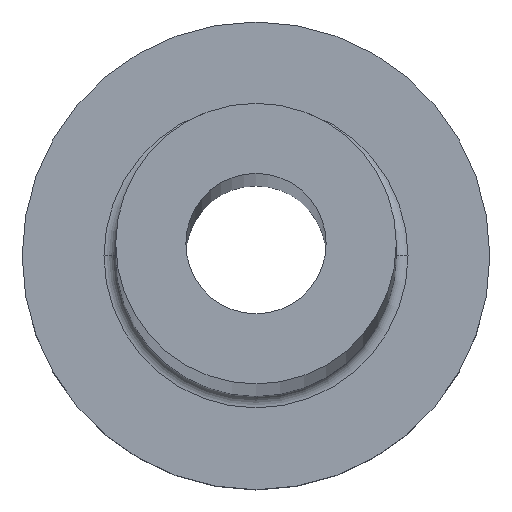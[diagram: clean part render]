
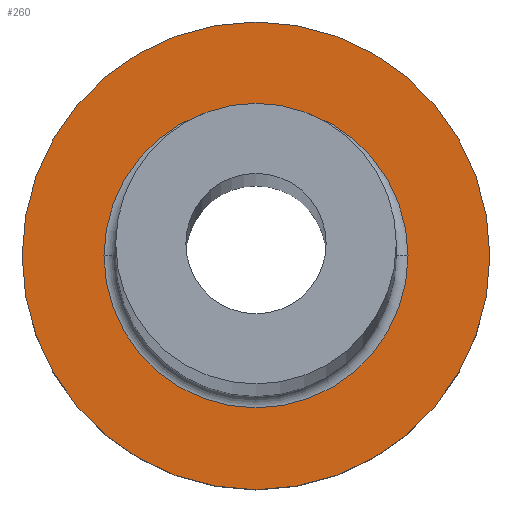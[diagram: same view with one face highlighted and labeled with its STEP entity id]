
A CAD part, top view. The second image highlights one B-rep face of the part: STEP entity #260.
In plain terms, the highlighted planar face has unit normal (0, 0, 1).
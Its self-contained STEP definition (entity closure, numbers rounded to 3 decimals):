
#4 = AXIS2_PLACEMENT_3D ( 'NONE', #316, #45, #198 ) ;
#6 = DIRECTION ( 'NONE',  ( 1., 0., 0. ) ) ;
#14 = AXIS2_PLACEMENT_3D ( 'NONE', #281, #368, #191 ) ;
#21 = CARTESIAN_POINT ( 'NONE',  ( 0., 0., 7. ) ) ;
#31 = PLANE ( 'NONE',  #35 ) ;
#32 = VERTEX_POINT ( 'NONE', #357 ) ;
#35 = AXIS2_PLACEMENT_3D ( 'NONE', #21, #319, #140 ) ;
#37 = CARTESIAN_POINT ( 'NONE',  ( 0., 0., 7. ) ) ;
#45 = DIRECTION ( 'NONE',  ( 0., 0., -1. ) ) ;
#50 = VERTEX_POINT ( 'NONE', #60 ) ;
#60 = CARTESIAN_POINT ( 'NONE',  ( 10., 0., 7. ) ) ;
#64 = EDGE_CURVE ( 'NONE', #32, #50, #329, .T. ) ;
#80 = EDGE_LOOP ( 'NONE', ( #360, #286 ) ) ;
#91 = ORIENTED_EDGE ( 'NONE', *, *, #64, .T. ) ;
#99 = VERTEX_POINT ( 'NONE', #300 ) ;
#103 = EDGE_CURVE ( 'NONE', #99, #268, #379, .T. ) ;
#129 = ORIENTED_EDGE ( 'NONE', *, *, #331, .T. ) ;
#140 = DIRECTION ( 'NONE',  ( 1., 0., 0. ) ) ;
#147 = CIRCLE ( 'NONE', #14, 10. ) ;
#167 = DIRECTION ( 'NONE',  ( 1., 0., 0. ) ) ;
#186 = CIRCLE ( 'NONE', #4, 6.5 ) ;
#191 = DIRECTION ( 'NONE',  ( 1., 0., 0. ) ) ;
#198 = DIRECTION ( 'NONE',  ( 1., 0., 0. ) ) ;
#216 = AXIS2_PLACEMENT_3D ( 'NONE', #37, #221, #167 ) ;
#217 = CARTESIAN_POINT ( 'NONE',  ( 0., 0., 7. ) ) ;
#221 = DIRECTION ( 'NONE',  ( 0., 0., -1. ) ) ;
#254 = EDGE_CURVE ( 'NONE', #268, #99, #186, .T. ) ;
#259 = EDGE_LOOP ( 'NONE', ( #91, #129 ) ) ;
#260 = ADVANCED_FACE ( 'NONE', ( #265, #290 ), #31, .T. ) ;
#265 = FACE_BOUND ( 'NONE', #80, .T. ) ;
#268 = VERTEX_POINT ( 'NONE', #321 ) ;
#271 = DIRECTION ( 'NONE',  ( 0., 0., 1. ) ) ;
#281 = CARTESIAN_POINT ( 'NONE',  ( 0., 0., 7. ) ) ;
#286 = ORIENTED_EDGE ( 'NONE', *, *, #103, .T. ) ;
#290 = FACE_OUTER_BOUND ( 'NONE', #259, .T. ) ;
#300 = CARTESIAN_POINT ( 'NONE',  ( -6.5, 0., 7. ) ) ;
#316 = CARTESIAN_POINT ( 'NONE',  ( 0., 0., 7. ) ) ;
#319 = DIRECTION ( 'NONE',  ( 0., 0., 1. ) ) ;
#321 = CARTESIAN_POINT ( 'NONE',  ( 6.5, 0., 7. ) ) ;
#329 = CIRCLE ( 'NONE', #370, 10. ) ;
#331 = EDGE_CURVE ( 'NONE', #50, #32, #147, .T. ) ;
#357 = CARTESIAN_POINT ( 'NONE',  ( -10., 0., 7. ) ) ;
#360 = ORIENTED_EDGE ( 'NONE', *, *, #254, .T. ) ;
#368 = DIRECTION ( 'NONE',  ( 0., 0., 1. ) ) ;
#370 = AXIS2_PLACEMENT_3D ( 'NONE', #217, #271, #6 ) ;
#379 = CIRCLE ( 'NONE', #216, 6.5 ) ;
